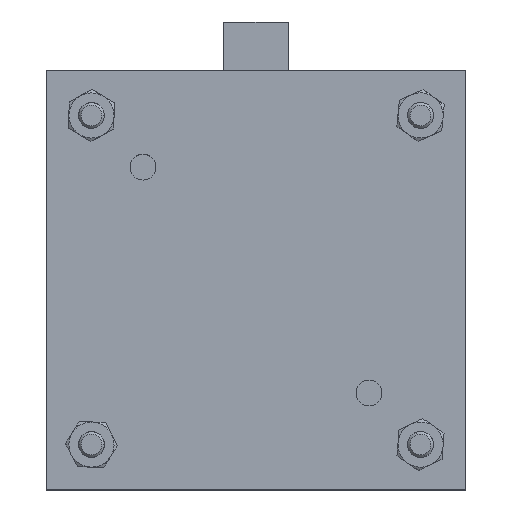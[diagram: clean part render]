
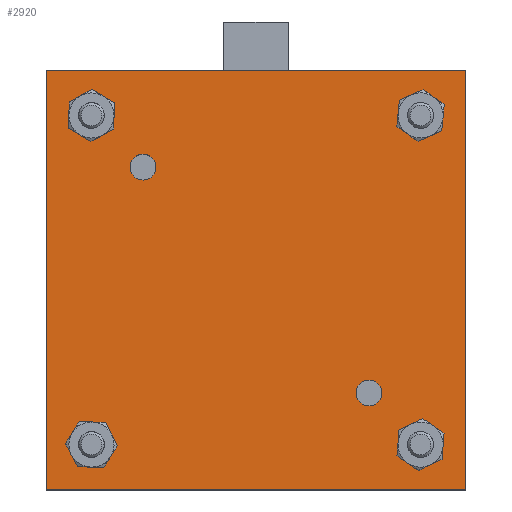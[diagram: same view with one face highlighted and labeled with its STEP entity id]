
A CAD part, top view. The second image highlights one B-rep face of the part: STEP entity #2920.
In plain terms, the highlighted face is planar.
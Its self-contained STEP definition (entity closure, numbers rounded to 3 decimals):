
#68 = VERTEX_POINT ( 'NONE', #3809 ) ;
#215 = ORIENTED_EDGE ( 'NONE', *, *, #3425, .T. ) ;
#257 = CARTESIAN_POINT ( 'NONE',  ( -25.5, 0., 25.5 ) ) ;
#266 = FACE_BOUND ( 'NONE', #5570, .T. ) ;
#293 = DIRECTION ( 'NONE',  ( 1., 0., 0. ) ) ;
#302 = ORIENTED_EDGE ( 'NONE', *, *, #5424, .T. ) ;
#344 = CARTESIAN_POINT ( 'NONE',  ( -32.5, 0., -32.5 ) ) ;
#394 = EDGE_CURVE ( 'NONE', #3233, #1160, #4565, .T. ) ;
#399 = EDGE_CURVE ( 'NONE', #3567, #2224, #2663, .T. ) ;
#418 = CIRCLE ( 'NONE', #5754, 2. ) ;
#419 = VERTEX_POINT ( 'NONE', #4526 ) ;
#435 = CIRCLE ( 'NONE', #5041, 2. ) ;
#482 = EDGE_LOOP ( 'NONE', ( #4153, #302 ) ) ;
#531 = VERTEX_POINT ( 'NONE', #2929 ) ;
#602 = VERTEX_POINT ( 'NONE', #3041 ) ;
#625 = LINE ( 'NONE', #5680, #5297 ) ;
#695 = FACE_BOUND ( 'NONE', #3046, .T. ) ;
#737 = CARTESIAN_POINT ( 'NONE',  ( -25.5, 0., -25.5 ) ) ;
#786 = VERTEX_POINT ( 'NONE', #2195 ) ;
#819 = ORIENTED_EDGE ( 'NONE', *, *, #3380, .T. ) ;
#949 = DIRECTION ( 'NONE',  ( 0., 1., 0. ) ) ;
#993 = EDGE_CURVE ( 'NONE', #6160, #68, #2604, .T. ) ;
#996 = ORIENTED_EDGE ( 'NONE', *, *, #394, .T. ) ;
#1020 = CARTESIAN_POINT ( 'NONE',  ( 25.5, 0., -25.5 ) ) ;
#1051 = CARTESIAN_POINT ( 'NONE',  ( -32.5, 0., 32.5 ) ) ;
#1145 = AXIS2_PLACEMENT_3D ( 'NONE', #1787, #2921, #1827 ) ;
#1154 = ORIENTED_EDGE ( 'NONE', *, *, #4184, .T. ) ;
#1160 = VERTEX_POINT ( 'NONE', #4212 ) ;
#1231 = CARTESIAN_POINT ( 'NONE',  ( 23.5, 0., -25.5 ) ) ;
#1292 = CARTESIAN_POINT ( 'NONE',  ( -17.5, 0., 17.5 ) ) ;
#1300 = EDGE_CURVE ( 'NONE', #1528, #3180, #6111, .T. ) ;
#1342 = DIRECTION ( 'NONE',  ( 0., 1., 0. ) ) ;
#1439 = CARTESIAN_POINT ( 'NONE',  ( -17.5, 0., 17.5 ) ) ;
#1528 = VERTEX_POINT ( 'NONE', #4737 ) ;
#1580 = DIRECTION ( 'NONE',  ( -1., 0., 0. ) ) ;
#1590 = ORIENTED_EDGE ( 'NONE', *, *, #5331, .T. ) ;
#1639 = CARTESIAN_POINT ( 'NONE',  ( 17.5, 0., -17.5 ) ) ;
#1681 = DIRECTION ( 'NONE',  ( -1., 0., 0. ) ) ;
#1704 = EDGE_CURVE ( 'NONE', #531, #419, #2878, .T. ) ;
#1705 = LINE ( 'NONE', #3967, #2555 ) ;
#1787 = CARTESIAN_POINT ( 'NONE',  ( 25.5, 0., -25.5 ) ) ;
#1822 = ORIENTED_EDGE ( 'NONE', *, *, #1704, .T. ) ;
#1827 = DIRECTION ( 'NONE',  ( -1., 0., 0. ) ) ;
#1866 = CIRCLE ( 'NONE', #3877, 2. ) ;
#1951 = DIRECTION ( 'NONE',  ( 0., 1., 0. ) ) ;
#1960 = CARTESIAN_POINT ( 'NONE',  ( 17.5, 0., -17.5 ) ) ;
#1983 = EDGE_CURVE ( 'NONE', #3180, #1528, #418, .T. ) ;
#2091 = CIRCLE ( 'NONE', #1145, 2. ) ;
#2112 = CIRCLE ( 'NONE', #3291, 2. ) ;
#2133 = CARTESIAN_POINT ( 'NONE',  ( 25.5, 0., 25.5 ) ) ;
#2144 = VERTEX_POINT ( 'NONE', #3030 ) ;
#2195 = CARTESIAN_POINT ( 'NONE',  ( -23.5, 0., 25.5 ) ) ;
#2224 = VERTEX_POINT ( 'NONE', #6309 ) ;
#2225 = VECTOR ( 'NONE', #2519, 1000. ) ;
#2299 = AXIS2_PLACEMENT_3D ( 'NONE', #737, #1342, #3028 ) ;
#2519 = DIRECTION ( 'NONE',  ( 0., 0., 1. ) ) ;
#2555 = VECTOR ( 'NONE', #5691, 1000. ) ;
#2596 = CARTESIAN_POINT ( 'NONE',  ( 25.5, 0., 25.5 ) ) ;
#2604 = LINE ( 'NONE', #7007, #3138 ) ;
#2663 = CIRCLE ( 'NONE', #6472, 2. ) ;
#2722 = CIRCLE ( 'NONE', #5579, 2. ) ;
#2724 = CARTESIAN_POINT ( 'NONE',  ( -32.5, 0., -32.5 ) ) ;
#2742 = EDGE_CURVE ( 'NONE', #68, #2144, #625, .T. ) ;
#2811 = EDGE_LOOP ( 'NONE', ( #5116, #7214, #3401, #7130 ) ) ;
#2826 = CIRCLE ( 'NONE', #2951, 2. ) ;
#2836 = ORIENTED_EDGE ( 'NONE', *, *, #399, .T. ) ;
#2878 = CIRCLE ( 'NONE', #2299, 2. ) ;
#2913 = VERTEX_POINT ( 'NONE', #6447 ) ;
#2920 = ADVANCED_FACE ( 'NONE', ( #3674, #5335, #266, #5372, #3519, #5792, #695 ), #7156, .T. ) ;
#2921 = DIRECTION ( 'NONE',  ( 0., 1., 0. ) ) ;
#2929 = CARTESIAN_POINT ( 'NONE',  ( -23.5, 0., -25.5 ) ) ;
#2951 = AXIS2_PLACEMENT_3D ( 'NONE', #1960, #4210, #6493 ) ;
#3028 = DIRECTION ( 'NONE',  ( -1., 0., 0. ) ) ;
#3030 = CARTESIAN_POINT ( 'NONE',  ( 32.5, 0., -32.5 ) ) ;
#3041 = CARTESIAN_POINT ( 'NONE',  ( 19.5, 0., -17.5 ) ) ;
#3046 = EDGE_LOOP ( 'NONE', ( #7019, #5798 ) ) ;
#3138 = VECTOR ( 'NONE', #293, 1000. ) ;
#3139 = DIRECTION ( 'NONE',  ( 0., 0., -1. ) ) ;
#3150 = LINE ( 'NONE', #344, #2225 ) ;
#3180 = VERTEX_POINT ( 'NONE', #3356 ) ;
#3233 = VERTEX_POINT ( 'NONE', #4459 ) ;
#3291 = AXIS2_PLACEMENT_3D ( 'NONE', #5443, #7227, #3786 ) ;
#3356 = CARTESIAN_POINT ( 'NONE',  ( -15.5, 0., 17.5 ) ) ;
#3380 = EDGE_CURVE ( 'NONE', #2913, #786, #1866, .T. ) ;
#3401 = ORIENTED_EDGE ( 'NONE', *, *, #993, .F. ) ;
#3425 = EDGE_CURVE ( 'NONE', #1160, #3233, #6956, .T. ) ;
#3519 = FACE_BOUND ( 'NONE', #6524, .T. ) ;
#3567 = VERTEX_POINT ( 'NONE', #1231 ) ;
#3674 = FACE_OUTER_BOUND ( 'NONE', #2811, .T. ) ;
#3763 = EDGE_CURVE ( 'NONE', #4185, #6160, #3150, .T. ) ;
#3786 = DIRECTION ( 'NONE',  ( -1., 0., 0. ) ) ;
#3809 = CARTESIAN_POINT ( 'NONE',  ( 32.5, 0., 32.5 ) ) ;
#3869 = DIRECTION ( 'NONE',  ( -1., 0., 0. ) ) ;
#3877 = AXIS2_PLACEMENT_3D ( 'NONE', #257, #1951, #4128 ) ;
#3967 = CARTESIAN_POINT ( 'NONE',  ( 32.5, 0., -32.5 ) ) ;
#4099 = DIRECTION ( 'NONE',  ( 0., 1., 0. ) ) ;
#4125 = EDGE_LOOP ( 'NONE', ( #819, #4468 ) ) ;
#4128 = DIRECTION ( 'NONE',  ( -1., 0., 0. ) ) ;
#4153 = ORIENTED_EDGE ( 'NONE', *, *, #5193, .T. ) ;
#4184 = EDGE_CURVE ( 'NONE', #419, #531, #2112, .T. ) ;
#4185 = VERTEX_POINT ( 'NONE', #2724 ) ;
#4207 = AXIS2_PLACEMENT_3D ( 'NONE', #2133, #4387, #1580 ) ;
#4210 = DIRECTION ( 'NONE',  ( 0., 1., 0. ) ) ;
#4212 = CARTESIAN_POINT ( 'NONE',  ( 23.5, 0., 25.5 ) ) ;
#4242 = DIRECTION ( 'NONE',  ( 0., 1., 0. ) ) ;
#4314 = DIRECTION ( 'NONE',  ( -1., 0., 0. ) ) ;
#4387 = DIRECTION ( 'NONE',  ( 0., 1., 0. ) ) ;
#4459 = CARTESIAN_POINT ( 'NONE',  ( 27.5, 0., 25.5 ) ) ;
#4468 = ORIENTED_EDGE ( 'NONE', *, *, #6113, .T. ) ;
#4526 = CARTESIAN_POINT ( 'NONE',  ( -27.5, 0., -25.5 ) ) ;
#4530 = DIRECTION ( 'NONE',  ( 0., 1., 0. ) ) ;
#4565 = CIRCLE ( 'NONE', #4207, 2. ) ;
#4573 = CARTESIAN_POINT ( 'NONE',  ( -25.5, 0., 25.5 ) ) ;
#4737 = CARTESIAN_POINT ( 'NONE',  ( -19.5, 0., 17.5 ) ) ;
#5034 = DIRECTION ( 'NONE',  ( 0., 0., -1. ) ) ;
#5041 = AXIS2_PLACEMENT_3D ( 'NONE', #1639, #5044, #5539 ) ;
#5044 = DIRECTION ( 'NONE',  ( 0., 1., 0. ) ) ;
#5116 = ORIENTED_EDGE ( 'NONE', *, *, #5249, .F. ) ;
#5179 = AXIS2_PLACEMENT_3D ( 'NONE', #6014, #7187, #3139 ) ;
#5193 = EDGE_CURVE ( 'NONE', #6720, #602, #435, .T. ) ;
#5249 = EDGE_CURVE ( 'NONE', #2144, #4185, #1705, .T. ) ;
#5297 = VECTOR ( 'NONE', #5034, 1000. ) ;
#5331 = EDGE_CURVE ( 'NONE', #2224, #3567, #2091, .T. ) ;
#5335 = FACE_BOUND ( 'NONE', #6645, .T. ) ;
#5372 = FACE_BOUND ( 'NONE', #4125, .T. ) ;
#5424 = EDGE_CURVE ( 'NONE', #602, #6720, #2826, .T. ) ;
#5443 = CARTESIAN_POINT ( 'NONE',  ( -25.5, 0., -25.5 ) ) ;
#5509 = AXIS2_PLACEMENT_3D ( 'NONE', #1292, #4099, #6813 ) ;
#5539 = DIRECTION ( 'NONE',  ( -1., 0., 0. ) ) ;
#5570 = EDGE_LOOP ( 'NONE', ( #1154, #1822 ) ) ;
#5579 = AXIS2_PLACEMENT_3D ( 'NONE', #4573, #4530, #1681 ) ;
#5680 = CARTESIAN_POINT ( 'NONE',  ( 32.5, 0., 32.5 ) ) ;
#5682 = DIRECTION ( 'NONE',  ( 0., 1., 0. ) ) ;
#5691 = DIRECTION ( 'NONE',  ( -1., 0., 0. ) ) ;
#5754 = AXIS2_PLACEMENT_3D ( 'NONE', #1439, #5682, #4314 ) ;
#5792 = FACE_BOUND ( 'NONE', #482, .T. ) ;
#5798 = ORIENTED_EDGE ( 'NONE', *, *, #1983, .T. ) ;
#6014 = CARTESIAN_POINT ( 'NONE',  ( 0., 0., 0. ) ) ;
#6111 = CIRCLE ( 'NONE', #5509, 2. ) ;
#6113 = EDGE_CURVE ( 'NONE', #786, #2913, #2722, .T. ) ;
#6160 = VERTEX_POINT ( 'NONE', #1051 ) ;
#6309 = CARTESIAN_POINT ( 'NONE',  ( 27.5, 0., -25.5 ) ) ;
#6447 = CARTESIAN_POINT ( 'NONE',  ( -27.5, 0., 25.5 ) ) ;
#6472 = AXIS2_PLACEMENT_3D ( 'NONE', #1020, #4242, #3869 ) ;
#6493 = DIRECTION ( 'NONE',  ( -1., 0., 0. ) ) ;
#6524 = EDGE_LOOP ( 'NONE', ( #215, #996 ) ) ;
#6590 = DIRECTION ( 'NONE',  ( -1., 0., 0. ) ) ;
#6645 = EDGE_LOOP ( 'NONE', ( #2836, #1590 ) ) ;
#6719 = AXIS2_PLACEMENT_3D ( 'NONE', #2596, #949, #6590 ) ;
#6720 = VERTEX_POINT ( 'NONE', #6913 ) ;
#6813 = DIRECTION ( 'NONE',  ( -1., 0., 0. ) ) ;
#6913 = CARTESIAN_POINT ( 'NONE',  ( 15.5, 0., -17.5 ) ) ;
#6956 = CIRCLE ( 'NONE', #6719, 2. ) ;
#7007 = CARTESIAN_POINT ( 'NONE',  ( -32.5, 0., 32.5 ) ) ;
#7019 = ORIENTED_EDGE ( 'NONE', *, *, #1300, .T. ) ;
#7130 = ORIENTED_EDGE ( 'NONE', *, *, #3763, .F. ) ;
#7156 = PLANE ( 'NONE',  #5179 ) ;
#7187 = DIRECTION ( 'NONE',  ( 0., -1., 0. ) ) ;
#7214 = ORIENTED_EDGE ( 'NONE', *, *, #2742, .F. ) ;
#7227 = DIRECTION ( 'NONE',  ( 0., 1., 0. ) ) ;
